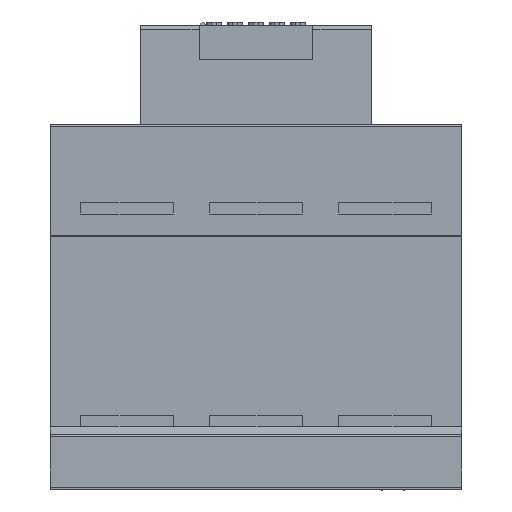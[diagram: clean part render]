
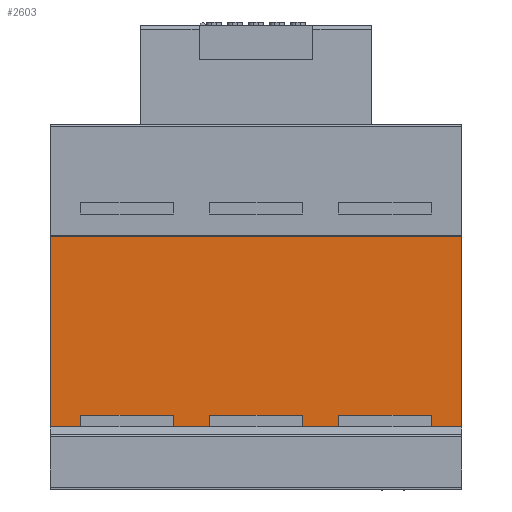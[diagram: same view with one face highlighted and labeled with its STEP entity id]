
A CAD part, front view. The second image highlights one B-rep face of the part: STEP entity #2603.
In plain terms, the highlighted planar face has unit normal (0, -1, 0).
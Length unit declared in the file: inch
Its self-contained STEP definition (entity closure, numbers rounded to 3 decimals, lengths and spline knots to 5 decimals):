
#2547=CARTESIAN_POINT('',(870.16289,-200.1315,28.40109));
#2548=VERTEX_POINT('',#2547);
#2555=CARTESIAN_POINT('',(645.16289,-200.1315,28.40109));
#2556=VERTEX_POINT('',#2555);
#2557=CARTESIAN_POINT('',(645.16289,-200.1315,28.40109));
#2558=DIRECTION('',(1.0,0.0,0.0));
#2559=VECTOR('',#2558,225.);
#2560=LINE('',#2557,#2559);
#2561=EDGE_CURVE('',#2556,#2548,#2560,.T.);
#2573=CARTESIAN_POINT('',(645.16289,-200.1315,28.40109));
#2574=DIRECTION('',(0.0,-1.0,0.0));
#2575=DIRECTION('',(1.0,0.0,0.0));
#2576=AXIS2_PLACEMENT_3D('',#2573,#2574,#2575);
#2577=PLANE('',#2576);
#2578=CARTESIAN_POINT('',(870.16289,-200.1315,132.40109));
#2579=VERTEX_POINT('',#2578);
#2580=CARTESIAN_POINT('',(870.16289,-200.1315,28.40109));
#2581=DIRECTION('',(0.0,0.0,1.0));
#2582=VECTOR('',#2581,104.);
#2583=LINE('',#2580,#2582);
#2584=EDGE_CURVE('',#2548,#2579,#2583,.T.);
#2585=ORIENTED_EDGE('',*,*,#2584,.T.);
#2586=CARTESIAN_POINT('',(645.16289,-200.1315,132.40109));
#2587=VERTEX_POINT('',#2586);
#2588=CARTESIAN_POINT('',(645.16289,-200.1315,132.40109));
#2589=DIRECTION('',(1.0,0.0,0.0));
#2590=VECTOR('',#2589,225.);
#2591=LINE('',#2588,#2590);
#2592=EDGE_CURVE('',#2587,#2579,#2591,.T.);
#2593=ORIENTED_EDGE('',*,*,#2592,.F.);
#2594=CARTESIAN_POINT('',(645.16289,-200.1315,28.40109));
#2595=DIRECTION('',(0.0,0.0,1.0));
#2596=VECTOR('',#2595,104.);
#2597=LINE('',#2594,#2596);
#2598=EDGE_CURVE('',#2556,#2587,#2597,.T.);
#2599=ORIENTED_EDGE('',*,*,#2598,.F.);
#2600=ORIENTED_EDGE('',*,*,#2561,.T.);
#2601=EDGE_LOOP('',(#2585,#2593,#2599,#2600));
#2602=FACE_OUTER_BOUND('',#2601,.T.);
#2603=ADVANCED_FACE('',(#2602),#2577,.T.);
